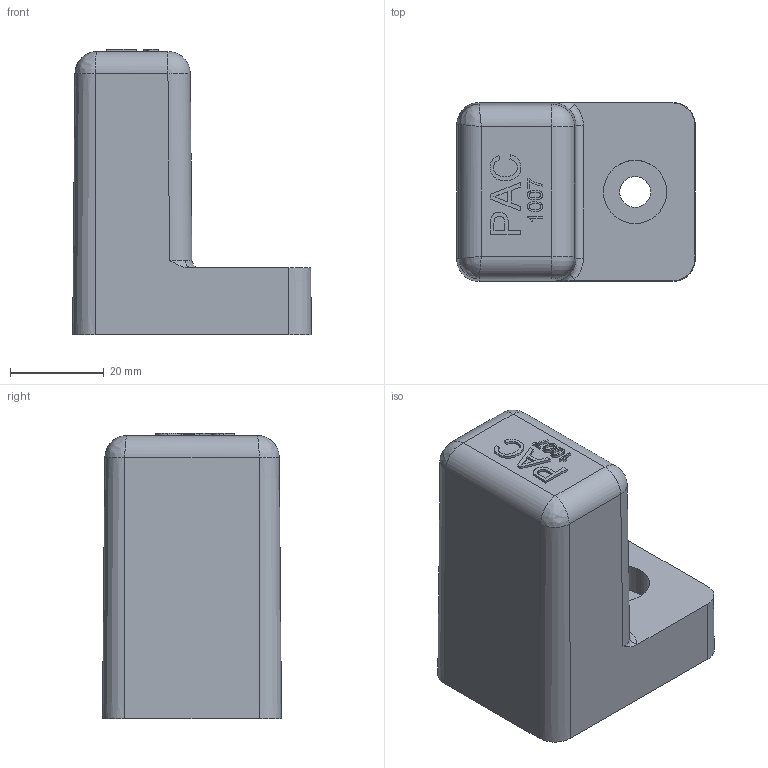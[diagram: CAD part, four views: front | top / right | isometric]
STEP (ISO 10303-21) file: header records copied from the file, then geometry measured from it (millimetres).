
FILE_DESCRIPTION (( 'STEP AP203' ), '1' );
FILE_NAME ('1007P.STEP', '2014-07-01T20:19:01', ( 'jgonzalez' ), ( '' ), 'SwSTEP 2.0', 'SolidWorks 2014', '' );
FILE_SCHEMA (( 'CONFIG_CONTROL_DESIGN' ));
Length unit declared in the file: inch
Products named in the file (1): 1007P
Bounding box: 50.8 x 38.1 x 60.83 mm (x, y, z)
Volume: 62369.7 mm3; surface area: 14320.1 mm2
Topology: 1 solids, 1 shells, 127 faces, 315 edges, 204 vertices
Faces by surface type: plane 55, bspline 47, cylinder 19, cone 4, sphere 2
Entity records: 6908 total; most frequent: CARTESIAN_POINT 4124, ORIENTED_EDGE 626, DIRECTION 417, EDGE_CURVE 313, VERTEX_POINT 204, VECTOR 175, LINE 175, EDGE_LOOP 145
